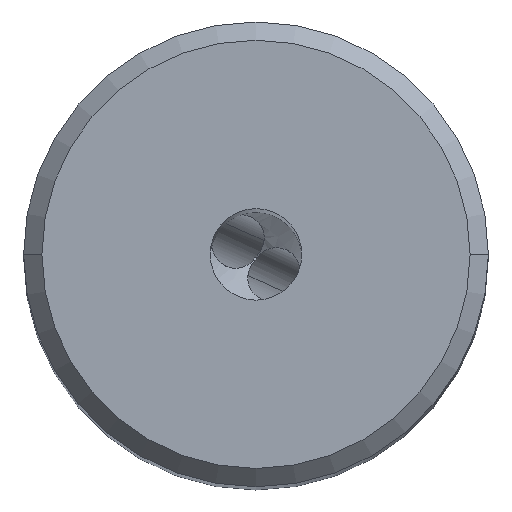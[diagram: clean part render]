
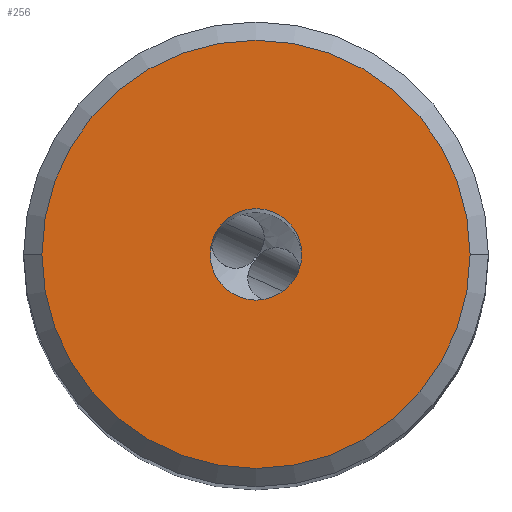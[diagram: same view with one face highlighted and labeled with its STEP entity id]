
A CAD part, top view. The second image highlights one B-rep face of the part: STEP entity #256.
In plain terms, the highlighted planar face has unit normal (0, 0, 1).
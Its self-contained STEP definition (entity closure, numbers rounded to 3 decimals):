
#64=FACE_BOUND('',#936,.T.);
#65=FACE_BOUND('',#937,.T.);
#167=PLANE('',#5616);
#256=ADVANCED_FACE('',(#64,#65),#167,.T.);
#936=EDGE_LOOP('',(#2316,#2317));
#937=EDGE_LOOP('',(#2318,#2319));
#1193=CIRCLE('',#5550,2.5);
#1223=CIRCLE('',#5608,2.5);
#1225=CIRCLE('',#5614,11.7);
#1226=CIRCLE('',#5615,11.7);
#2316=ORIENTED_EDGE('',*,*,#4487,.F.);
#2317=ORIENTED_EDGE('',*,*,#4488,.F.);
#2318=ORIENTED_EDGE('',*,*,#4372,.F.);
#2319=ORIENTED_EDGE('',*,*,#4479,.F.);
#3772=VERTEX_POINT('',#8231);
#3773=VERTEX_POINT('',#8233);
#3858=VERTEX_POINT('',#9534);
#3859=VERTEX_POINT('',#9535);
#4372=EDGE_CURVE('',#3772,#3773,#1193,.T.);
#4479=EDGE_CURVE('',#3773,#3772,#1223,.T.);
#4487=EDGE_CURVE('',#3858,#3859,#1225,.T.);
#4488=EDGE_CURVE('',#3859,#3858,#1226,.T.);
#5550=AXIS2_PLACEMENT_3D('',#8232,#6284,#6285);
#5608=AXIS2_PLACEMENT_3D('',#9395,#6416,#6417);
#5614=AXIS2_PLACEMENT_3D('',#9533,#6430,#6431);
#5615=AXIS2_PLACEMENT_3D('',#9536,#6432,#6433);
#5616=AXIS2_PLACEMENT_3D('',#9537,#6434,#6435);
#6284=DIRECTION('',(0.,0.,1.));
#6285=DIRECTION('',(1.,0.,0.));
#6416=DIRECTION('',(0.,0.,1.));
#6417=DIRECTION('',(-1.,0.,0.));
#6430=DIRECTION('',(0.,0.,-1.));
#6431=DIRECTION('',(-1.,0.,0.));
#6432=DIRECTION('',(0.,0.,-1.));
#6433=DIRECTION('',(1.,0.,0.));
#6434=DIRECTION('',(0.,0.,1.));
#6435=DIRECTION('',(1.,0.,0.));
#8231=CARTESIAN_POINT('',(2.5,0.,0.));
#8232=CARTESIAN_POINT('',(0.,0.,0.));
#8233=CARTESIAN_POINT('',(-2.5,0.,0.));
#9395=CARTESIAN_POINT('',(0.,0.,0.));
#9533=CARTESIAN_POINT('',(0.,0.,0.));
#9534=CARTESIAN_POINT('',(-11.7,0.,0.));
#9535=CARTESIAN_POINT('',(11.7,0.,0.));
#9536=CARTESIAN_POINT('',(0.,0.,0.));
#9537=CARTESIAN_POINT('',(0.,0.,0.));
